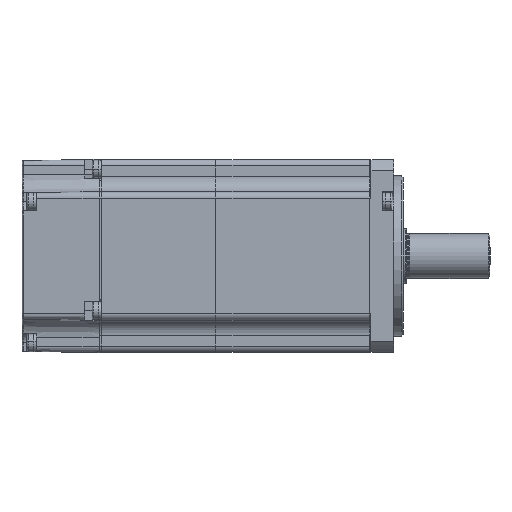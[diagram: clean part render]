
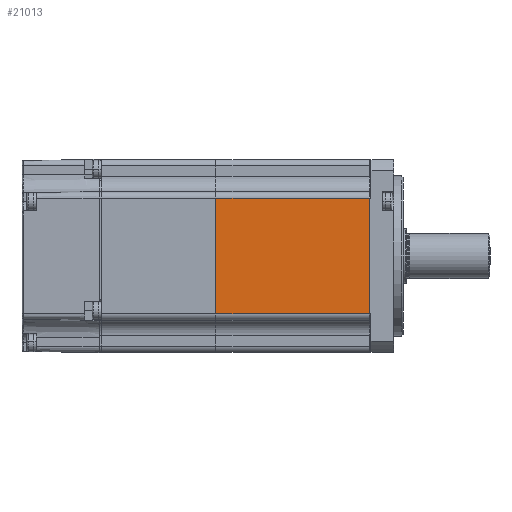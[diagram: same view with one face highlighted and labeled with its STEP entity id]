
A CAD part, front view. The second image highlights one B-rep face of the part: STEP entity #21013.
In plain terms, the highlighted planar face has unit normal (0, -1, 0).
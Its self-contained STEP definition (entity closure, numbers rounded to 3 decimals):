
#136 = FACE_OUTER_BOUND ( 'NONE', #16115, .T. ) ;
#283 = VERTEX_POINT ( 'NONE', #22355 ) ;
#1733 = PLANE ( 'NONE',  #15736 ) ;
#2006 = VECTOR ( 'NONE', #9626, 1000. ) ;
#2152 = EDGE_CURVE ( 'NONE', #11260, #3686, #10363, .T. ) ;
#2735 = ORIENTED_EDGE ( 'NONE', *, *, #2152, .F. ) ;
#3030 = LINE ( 'NONE', #10943, #23563 ) ;
#3686 = VERTEX_POINT ( 'NONE', #21446 ) ;
#4572 = CARTESIAN_POINT ( 'NONE',  ( 11.608, -22.537, 42. ) ) ;
#5518 = CARTESIAN_POINT ( 'NONE',  ( -36.092, -22.537, 78. ) ) ;
#6619 = EDGE_CURVE ( 'NONE', #283, #3686, #12469, .T. ) ;
#7461 = LINE ( 'NONE', #13724, #2006 ) ;
#7953 = DIRECTION ( 'NONE',  ( 0., 1., 0. ) ) ;
#8509 = ORIENTED_EDGE ( 'NONE', *, *, #6619, .T. ) ;
#9626 = DIRECTION ( 'NONE',  ( -1., 0., 0. ) ) ;
#9644 = DIRECTION ( 'NONE',  ( 0., 0., -1. ) ) ;
#10363 = LINE ( 'NONE', #4572, #15156 ) ;
#10943 = CARTESIAN_POINT ( 'NONE',  ( 11.608, -22.537, 78. ) ) ;
#11260 = VERTEX_POINT ( 'NONE', #13218 ) ;
#12469 = LINE ( 'NONE', #5518, #17913 ) ;
#12986 = DIRECTION ( 'NONE',  ( 0., 0., -1. ) ) ;
#13218 = CARTESIAN_POINT ( 'NONE',  ( 11.608, -22.537, 42. ) ) ;
#13724 = CARTESIAN_POINT ( 'NONE',  ( 11.608, -22.537, 78. ) ) ;
#15156 = VECTOR ( 'NONE', #18571, 1000. ) ;
#15736 = AXIS2_PLACEMENT_3D ( 'NONE', #20228, #7953, #22298 ) ;
#16115 = EDGE_LOOP ( 'NONE', ( #8509, #2735, #19018, #18266 ) ) ;
#17913 = VECTOR ( 'NONE', #9644, 1000. ) ;
#18266 = ORIENTED_EDGE ( 'NONE', *, *, #24366, .T. ) ;
#18571 = DIRECTION ( 'NONE',  ( -1., 0., 0. ) ) ;
#19018 = ORIENTED_EDGE ( 'NONE', *, *, #20694, .F. ) ;
#19961 = VERTEX_POINT ( 'NONE', #23873 ) ;
#20228 = CARTESIAN_POINT ( 'NONE',  ( 11.608, -22.537, 78. ) ) ;
#20694 = EDGE_CURVE ( 'NONE', #19961, #11260, #3030, .T. ) ;
#21013 = ADVANCED_FACE ( 'NONE', ( #136 ), #1733, .F. ) ;
#21446 = CARTESIAN_POINT ( 'NONE',  ( -36.092, -22.537, 42. ) ) ;
#22298 = DIRECTION ( 'NONE',  ( 0., 0., 1. ) ) ;
#22355 = CARTESIAN_POINT ( 'NONE',  ( -36.092, -22.537, 78. ) ) ;
#23563 = VECTOR ( 'NONE', #12986, 1000. ) ;
#23873 = CARTESIAN_POINT ( 'NONE',  ( 11.608, -22.537, 78. ) ) ;
#24366 = EDGE_CURVE ( 'NONE', #19961, #283, #7461, .T. ) ;
